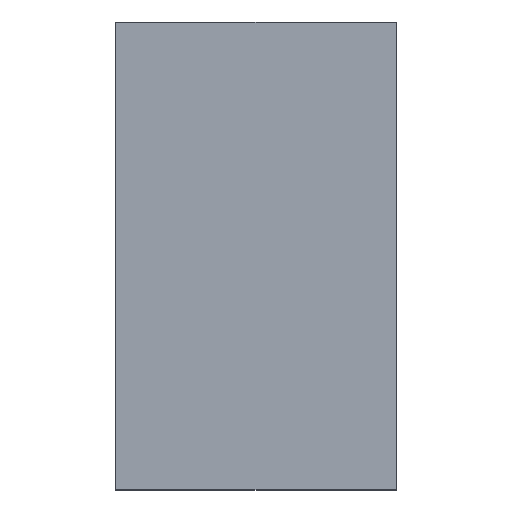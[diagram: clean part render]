
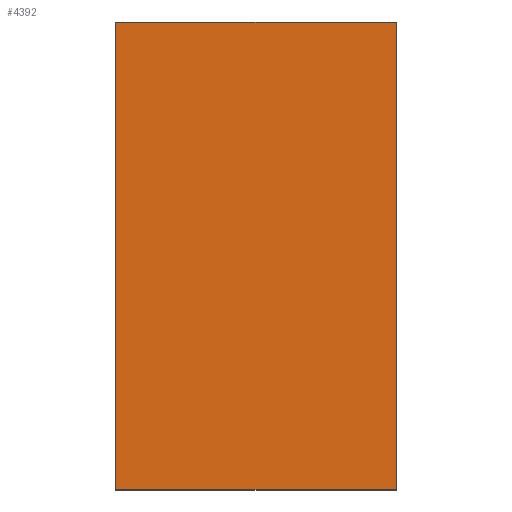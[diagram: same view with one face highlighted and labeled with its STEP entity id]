
A CAD part, top view. The second image highlights one B-rep face of the part: STEP entity #4392.
In plain terms, the highlighted face is planar.
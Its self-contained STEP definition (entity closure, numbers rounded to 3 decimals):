
#4265=DIRECTION('',(0.,0.,1.));
#4266=VECTOR('',#4265,15.);
#4267=CARTESIAN_POINT('',(-4.5,2.1,-7.5));
#4268=LINE('',#4267,#4266);
#4272=DIRECTION('',(-1.,0.,0.));
#4273=VECTOR('',#4272,9.);
#4274=CARTESIAN_POINT('',(4.5,2.1,-7.5));
#4275=LINE('',#4274,#4273);
#4279=DIRECTION('',(0.,0.,-1.));
#4280=VECTOR('',#4279,15.);
#4281=CARTESIAN_POINT('',(4.5,2.1,7.5));
#4282=LINE('',#4281,#4280);
#4286=DIRECTION('',(1.,0.,0.));
#4287=VECTOR('',#4286,9.);
#4288=CARTESIAN_POINT('',(-4.5,2.1,7.5));
#4289=LINE('',#4288,#4287);
#4301=CARTESIAN_POINT('',(-4.5,2.1,-7.5));
#4302=CARTESIAN_POINT('',(-4.5,2.1,7.5));
#4303=VERTEX_POINT('',#4301);
#4304=VERTEX_POINT('',#4302);
#4305=CARTESIAN_POINT('',(4.5,2.1,7.5));
#4306=VERTEX_POINT('',#4305);
#4307=CARTESIAN_POINT('',(4.5,2.1,-7.5));
#4308=VERTEX_POINT('',#4307);
#4381=CARTESIAN_POINT('',(0.,2.1,0.));
#4382=DIRECTION('',(0.,1.,0.));
#4383=DIRECTION('',(1.,0.,0.));
#4384=AXIS2_PLACEMENT_3D('',#4381,#4382,#4383);
#4385=PLANE('',#4384);
#4386=ORIENTED_EDGE('',*,*,#4333,.F.);
#4387=ORIENTED_EDGE('',*,*,#4348,.F.);
#4388=ORIENTED_EDGE('',*,*,#4362,.F.);
#4389=ORIENTED_EDGE('',*,*,#4375,.F.);
#4390=EDGE_LOOP('',(#4386,#4387,#4388,#4389));
#4391=FACE_OUTER_BOUND('',#4390,.F.);
#4392=ADVANCED_FACE('',(#4391),#4385,.T.);
#4333=EDGE_CURVE('',#4303,#4304,#4268,.T.);
#4348=EDGE_CURVE('',#4308,#4303,#4275,.T.);
#4362=EDGE_CURVE('',#4306,#4308,#4282,.T.);
#4375=EDGE_CURVE('',#4304,#4306,#4289,.T.);
